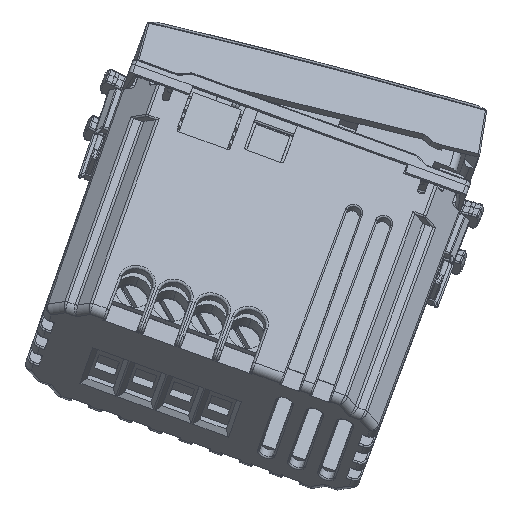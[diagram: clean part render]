
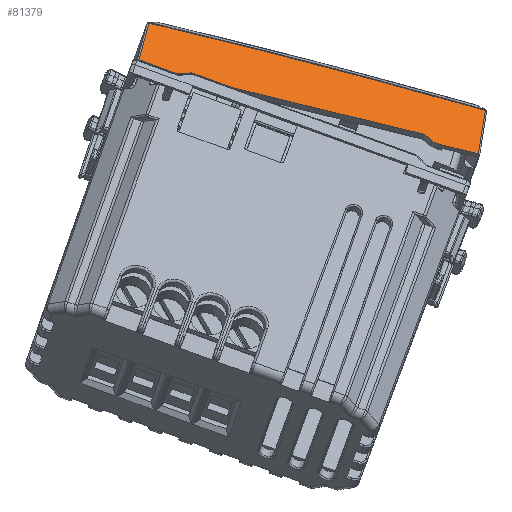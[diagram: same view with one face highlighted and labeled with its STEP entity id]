
A CAD part, left-side view. The second image highlights one B-rep face of the part: STEP entity #81379.
In plain terms, the highlighted face is planar.
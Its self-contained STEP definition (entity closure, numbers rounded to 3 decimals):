
#79603=CARTESIAN_POINT('Vertex',(-17.455,11.114,7.804)) ;
#79618=CARTESIAN_POINT('Vertex',(-16.173,11.109,7.623)) ;
#79622=CARTESIAN_POINT('Control Point',(-17.455,11.114,7.804)) ;
#79623=CARTESIAN_POINT('Control Point',(-17.022,11.115,7.857)) ;
#79624=CARTESIAN_POINT('Control Point',(-16.575,11.114,7.794)) ;
#79625=CARTESIAN_POINT('Control Point',(-16.173,11.109,7.623)) ;
#79639=CARTESIAN_POINT('Line Origine',(-15.631,11.103,7.393)) ;
#79643=CARTESIAN_POINT('Vertex',(-15.089,11.097,7.163)) ;
#79670=CARTESIAN_POINT('Line Origine',(-12.747,11.105,7.45)) ;
#79674=CARTESIAN_POINT('Vertex',(-10.406,11.112,7.738)) ;
#79713=CARTESIAN_POINT('Vertex',(-9.713,11.113,7.774)) ;
#79717=CARTESIAN_POINT('Control Point',(-10.406,11.112,7.738)) ;
#79718=CARTESIAN_POINT('Control Point',(-10.176,11.113,7.766)) ;
#79719=CARTESIAN_POINT('Control Point',(-9.945,11.113,7.778)) ;
#79720=CARTESIAN_POINT('Control Point',(-9.713,11.113,7.774)) ;
#79734=CARTESIAN_POINT('Line Origine',(2.646,11.107,7.559)) ;
#79738=CARTESIAN_POINT('Vertex',(15.005,11.102,7.343)) ;
#79797=CARTESIAN_POINT('Line Origine',(15.522,11.109,7.629)) ;
#79801=CARTESIAN_POINT('Vertex',(16.038,11.117,7.915)) ;
#79840=CARTESIAN_POINT('Vertex',(17.294,11.125,8.228)) ;
#79843=CARTESIAN_POINT('Axis2P3D Location',(17.25,11.125,5.729)) ;
#79847=CARTESIAN_POINT('Vertex',(17.245,11.125,8.229)) ;
#79851=CARTESIAN_POINT('Control Point',(16.038,11.117,7.915)) ;
#79852=CARTESIAN_POINT('Control Point',(16.405,11.122,8.119)) ;
#79853=CARTESIAN_POINT('Control Point',(16.825,11.125,8.228)) ;
#79854=CARTESIAN_POINT('Control Point',(17.245,11.125,8.229)) ;
#80701=CARTESIAN_POINT('Line Origine',(-19.691,11.107,7.529)) ;
#80705=CARTESIAN_POINT('Vertex',(-21.927,11.099,7.254)) ;
#81052=CARTESIAN_POINT('Vertex',(-21.675,10.948,1.481)) ;
#81071=CARTESIAN_POINT('Line Origine',(-24.82,11.031,4.627)) ;
#81075=CARTESIAN_POINT('Vertex',(-21.672,10.948,1.479)) ;
#81111=CARTESIAN_POINT('Axis2P3D Location',(0.095,31.864,800.228)) ;
#81115=CARTESIAN_POINT('Vertex',(21.861,10.948,1.479)) ;
#81151=CARTESIAN_POINT('Line Origine',(-21.812,11.031,4.627)) ;
#81193=CARTESIAN_POINT('Vertex',(22.154,11.123,8.143)) ;
#81198=CARTESIAN_POINT('Line Origine',(19.724,11.124,8.186)) ;
#81347=CARTESIAN_POINT('Axis2P3D Location',(0.114,11.125,8.229)) ;
#81353=CARTESIAN_POINT('Control Point',(21.864,10.948,1.481)) ;
#81354=CARTESIAN_POINT('Control Point',(21.861,10.948,1.479)) ;
#81355=CARTESIAN_POINT('Vertex',(21.864,10.948,1.481)) ;
#81359=CARTESIAN_POINT('Control Point',(22.154,11.123,8.143)) ;
#81360=CARTESIAN_POINT('Control Point',(21.864,10.948,1.481)) ;
#79640=DIRECTION('Vector Direction',(-0.92,0.01,0.391)) ;
#79671=DIRECTION('Vector Direction',(-0.993,-0.003,-0.122)) ;
#79735=DIRECTION('Vector Direction',(-1.,0.,0.017)) ;
#79798=DIRECTION('Vector Direction',(-0.875,-0.013,-0.485)) ;
#79844=DIRECTION('Axis2P3D Direction',(0.,1.,0.)) ;
#80702=DIRECTION('Vector Direction',(0.993,0.003,0.122)) ;
#81072=DIRECTION('Vector Direction',(-0.707,0.019,0.707)) ;
#81112=DIRECTION('Axis2P3D Direction',(0.,-1.,0.026)) ;
#81152=DIRECTION('Vector Direction',(-0.044,0.026,0.999)) ;
#81199=DIRECTION('Vector Direction',(1.,0.,-0.017)) ;
#81348=DIRECTION('Axis2P3D Direction',(0.,1.,-0.026)) ;
#81349=DIRECTION('Axis2P3D XDirection',(-1.,0.,0.)) ;
#79845=AXIS2_PLACEMENT_3D('Circle Axis2P3D',#79843,#79844,$) ;
#81113=AXIS2_PLACEMENT_3D('Circle Axis2P3D',#81111,#81112,$) ;
#81350=AXIS2_PLACEMENT_3D('Plane Axis2P3D',#81347,#81348,#81349) ;
#81363=ORIENTED_EDGE('',*,*,#81357,.F.) ;
#81364=ORIENTED_EDGE('',*,*,#81117,.F.) ;
#81365=ORIENTED_EDGE('',*,*,#81077,.F.) ;
#81366=ORIENTED_EDGE('',*,*,#81155,.F.) ;
#81367=ORIENTED_EDGE('',*,*,#80707,.F.) ;
#81368=ORIENTED_EDGE('',*,*,#79626,.F.) ;
#81369=ORIENTED_EDGE('',*,*,#79645,.F.) ;
#81370=ORIENTED_EDGE('',*,*,#79676,.F.) ;
#81371=ORIENTED_EDGE('',*,*,#79721,.F.) ;
#81372=ORIENTED_EDGE('',*,*,#79740,.F.) ;
#81373=ORIENTED_EDGE('',*,*,#79803,.F.) ;
#81374=ORIENTED_EDGE('',*,*,#79855,.F.) ;
#81375=ORIENTED_EDGE('',*,*,#79849,.T.) ;
#81376=ORIENTED_EDGE('',*,*,#81202,.F.) ;
#81377=ORIENTED_EDGE('',*,*,#81361,.F.) ;
#79641=VECTOR('Line Direction',#79640,1.) ;
#79672=VECTOR('Line Direction',#79671,1.) ;
#79736=VECTOR('Line Direction',#79735,1.) ;
#79799=VECTOR('Line Direction',#79798,1.) ;
#80703=VECTOR('Line Direction',#80702,1.) ;
#81073=VECTOR('Line Direction',#81072,1.) ;
#81153=VECTOR('Line Direction',#81152,1.) ;
#81200=VECTOR('Line Direction',#81199,1.) ;
#81379=ADVANCED_FACE('PartBody',(#81378),#81351,.T.) ;
#79621=B_SPLINE_CURVE_WITH_KNOTS('',3,(#79622,#79623,#79624,#79625),.UNSPECIFIED.,.F.,.U.,(4,4),(0.,1.851),.UNSPECIFIED.) ;
#79716=B_SPLINE_CURVE_WITH_KNOTS('',3,(#79717,#79718,#79719,#79720),.UNSPECIFIED.,.F.,.U.,(4,4),(0.,0.982),.UNSPECIFIED.) ;
#79850=B_SPLINE_CURVE_WITH_KNOTS('',3,(#79851,#79852,#79853,#79854),.UNSPECIFIED.,.F.,.U.,(4,4),(0.,1.783),.UNSPECIFIED.) ;
#81352=B_SPLINE_CURVE_WITH_KNOTS('',1,(#81353,#81354),.UNSPECIFIED.,.F.,.U.,(2,2),(4.449,4.453),.UNSPECIFIED.) ;
#81358=B_SPLINE_CURVE_WITH_KNOTS('',1,(#81359,#81360),.UNSPECIFIED.,.F.,.U.,(2,2),(-3.48,3.191),.UNSPECIFIED.) ;
#79846=CIRCLE('generated circle',#79845,2.5) ;
#81114=CIRCLE('generated circle',#81113,799.319) ;
#79626=EDGE_CURVE('',#79619,#79604,#79621,.F.) ;
#79645=EDGE_CURVE('',#79644,#79619,#79642,.T.) ;
#79676=EDGE_CURVE('',#79675,#79644,#79673,.T.) ;
#79721=EDGE_CURVE('',#79714,#79675,#79716,.F.) ;
#79740=EDGE_CURVE('',#79739,#79714,#79737,.T.) ;
#79803=EDGE_CURVE('',#79802,#79739,#79800,.T.) ;
#79849=EDGE_CURVE('',#79848,#79841,#79846,.T.) ;
#79855=EDGE_CURVE('',#79848,#79802,#79850,.F.) ;
#80707=EDGE_CURVE('',#79604,#80706,#80704,.F.) ;
#81077=EDGE_CURVE('',#81053,#81076,#81074,.F.) ;
#81117=EDGE_CURVE('',#81076,#81116,#81114,.T.) ;
#81155=EDGE_CURVE('',#80706,#81053,#81154,.F.) ;
#81202=EDGE_CURVE('',#81194,#79841,#81201,.F.) ;
#81357=EDGE_CURVE('',#81116,#81356,#81352,.F.) ;
#81361=EDGE_CURVE('',#81356,#81194,#81358,.F.) ;
#81362=EDGE_LOOP('',(#81363,#81364,#81365,#81366,#81367,#81368,#81369,#81370,#81371,#81372,#81373,#81374,#81375,#81376,#81377)) ;
#81378=FACE_OUTER_BOUND('',#81362,.T.) ;
#79642=LINE('Line',#79639,#79641) ;
#79673=LINE('Line',#79670,#79672) ;
#79737=LINE('Line',#79734,#79736) ;
#79800=LINE('Line',#79797,#79799) ;
#80704=LINE('Line',#80701,#80703) ;
#81074=LINE('Line',#81071,#81073) ;
#81154=LINE('Line',#81151,#81153) ;
#81201=LINE('Line',#81198,#81200) ;
#81351=PLANE('',#81350) ;
#79604=VERTEX_POINT('',#79603) ;
#79619=VERTEX_POINT('',#79618) ;
#79644=VERTEX_POINT('',#79643) ;
#79675=VERTEX_POINT('',#79674) ;
#79714=VERTEX_POINT('',#79713) ;
#79739=VERTEX_POINT('',#79738) ;
#79802=VERTEX_POINT('',#79801) ;
#79841=VERTEX_POINT('',#79840) ;
#79848=VERTEX_POINT('',#79847) ;
#80706=VERTEX_POINT('',#80705) ;
#81053=VERTEX_POINT('',#81052) ;
#81076=VERTEX_POINT('',#81075) ;
#81116=VERTEX_POINT('',#81115) ;
#81194=VERTEX_POINT('',#81193) ;
#81356=VERTEX_POINT('',#81355) ;
